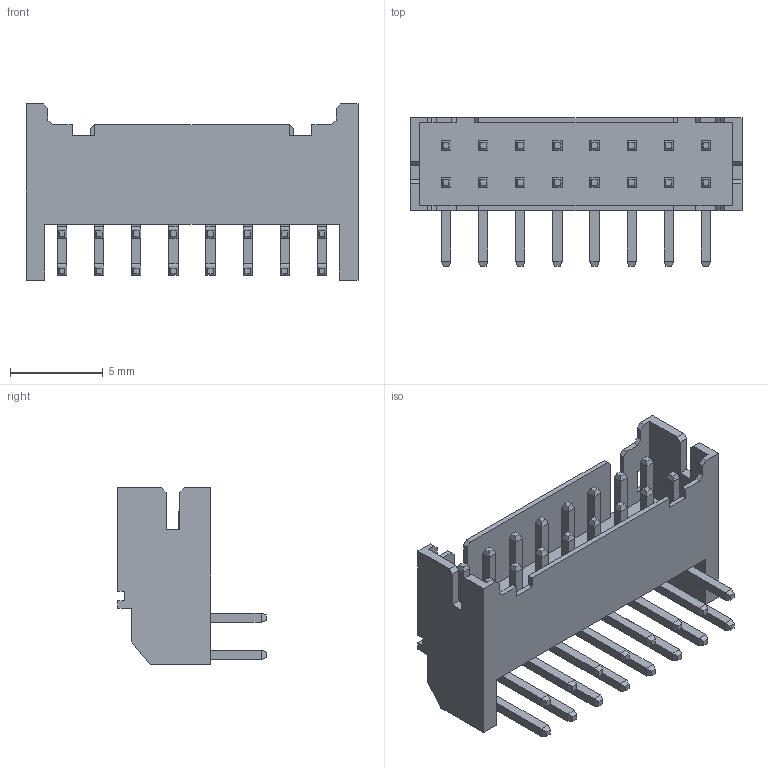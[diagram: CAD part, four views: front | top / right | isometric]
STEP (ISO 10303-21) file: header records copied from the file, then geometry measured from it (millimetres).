
FILE_DESCRIPTION (( 'STEP AP214' ), '1' );
FILE_NAME ('S16B-PHDSS.STEP', '2024-01-11T09:51:51', ( '' ), ( '' ), 'SwSTEP 2.0', 'SolidWorks 2021', '' );
FILE_SCHEMA (( 'AUTOMOTIVE_DESIGN' ));
Length unit declared in the file: millimetre
Products named in the file (3): SxB-PHDSS_16; pin^SxB-PHDSS ass; S16B-PHDSS
Assembly tree (9 placements, depth 2):
  S16B-PHDSS
    SxB-PHDSS_16
    pin^SxB-PHDSS ass  x8
Bounding box: 17.9 x 8 x 9.5 mm (x, y, z)
Volume: 263.5 mm3; surface area: 1105 mm2
Topology: 17 solids, 17 shells, 498 faces, 1133 edges, 670 vertices
Faces by surface type: plane 466, cylinder 32
Entity records: 6080 total; most frequent: CARTESIAN_POINT 1053, ORIENTED_EDGE 1034, DIRECTION 929, EDGE_CURVE 517, VECTOR 509, LINE 509, VERTEX_POINT 334, EDGE_LOOP 227
